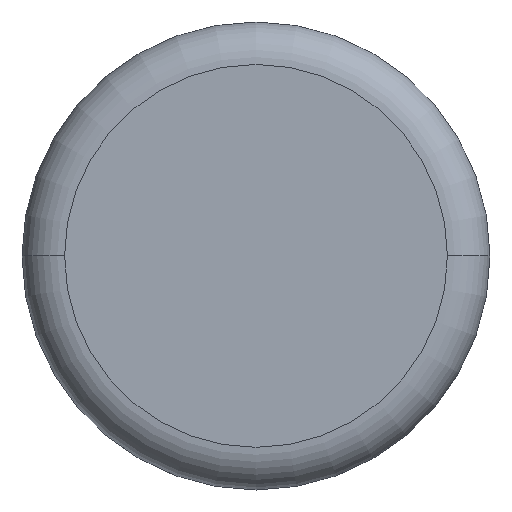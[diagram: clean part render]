
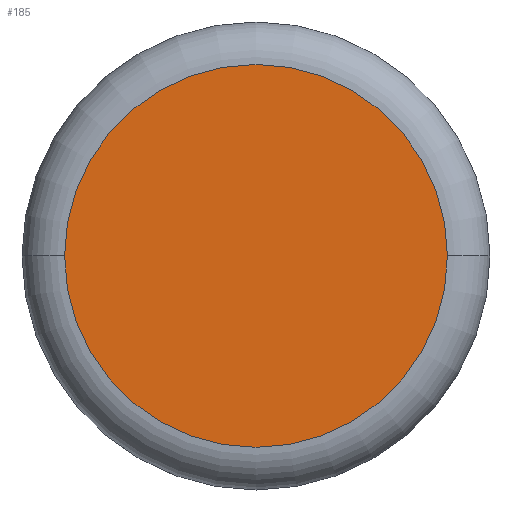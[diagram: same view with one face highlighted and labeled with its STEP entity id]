
A CAD part, top view. The second image highlights one B-rep face of the part: STEP entity #185.
In plain terms, the highlighted planar face has unit normal (0, 0, 1).
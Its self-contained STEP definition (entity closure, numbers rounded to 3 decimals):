
#150 = VERTEX_POINT ( 'NONE', #710 ) ;
#154 = ORIENTED_EDGE ( 'NONE', *, *, #186, .F. ) ;
#155 = ORIENTED_EDGE ( 'NONE', *, *, #176, .F. ) ;
#158 = EDGE_LOOP ( 'NONE', ( #155, #154 ) ) ;
#176 = EDGE_CURVE ( 'NONE', #181, #150, #662, .T. ) ;
#181 = VERTEX_POINT ( 'NONE', #597 ) ;
#185 = ADVANCED_FACE ( 'NONE', ( #607 ), #596, .F. ) ;
#186 = EDGE_CURVE ( 'NONE', #150, #181, #698, .T. ) ;
#596 = PLANE ( 'NONE',  #602 ) ;
#597 = CARTESIAN_POINT ( 'NONE',  ( -4.5, 0., 26. ) ) ;
#602 = AXIS2_PLACEMENT_3D ( 'NONE', #658, #702, #701 ) ;
#607 = FACE_OUTER_BOUND ( 'NONE', #158, .T. ) ;
#658 = CARTESIAN_POINT ( 'NONE',  ( 0., 0., 26. ) ) ;
#660 = DIRECTION ( 'NONE',  ( -1., 0., 0. ) ) ;
#661 = DIRECTION ( 'NONE',  ( 0., 0., -1. ) ) ;
#662 = CIRCLE ( 'NONE', #669, 4.5 ) ;
#669 = AXIS2_PLACEMENT_3D ( 'NONE', #677, #661, #660 ) ;
#677 = CARTESIAN_POINT ( 'NONE',  ( 0., 0., 26. ) ) ;
#695 = DIRECTION ( 'NONE',  ( -1., 0., 0. ) ) ;
#696 = DIRECTION ( 'NONE',  ( 0., 0., -1. ) ) ;
#697 = CARTESIAN_POINT ( 'NONE',  ( 0., 0., 26. ) ) ;
#698 = CIRCLE ( 'NONE', #731, 4.5 ) ;
#701 = DIRECTION ( 'NONE',  ( -1., 0., 0. ) ) ;
#702 = DIRECTION ( 'NONE',  ( 0., 0., -1. ) ) ;
#710 = CARTESIAN_POINT ( 'NONE',  ( 4.5, 0., 26. ) ) ;
#731 = AXIS2_PLACEMENT_3D ( 'NONE', #697, #696, #695 ) ;
